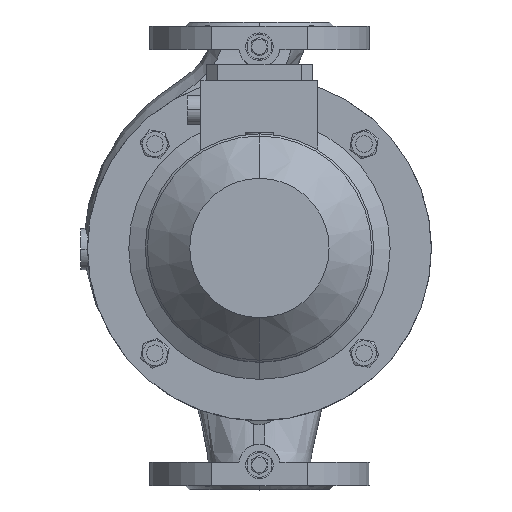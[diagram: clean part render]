
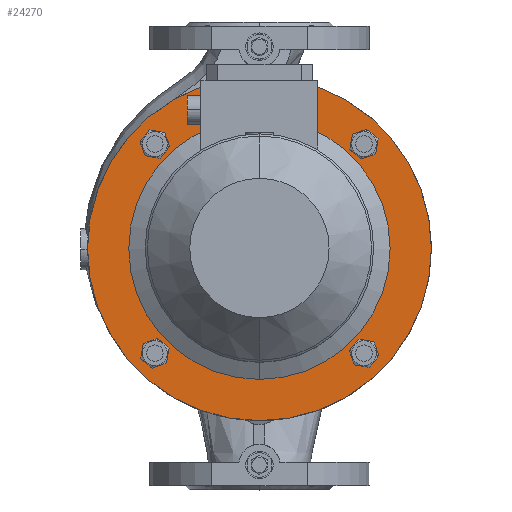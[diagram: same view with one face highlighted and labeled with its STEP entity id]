
A CAD part, top view. The second image highlights one B-rep face of the part: STEP entity #24270.
In plain terms, the highlighted planar face has unit normal (0, 0, 1).
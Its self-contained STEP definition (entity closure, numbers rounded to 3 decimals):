
#111 = AXIS2_PLACEMENT_3D ( 'NONE', #14208, #16846, #8571 ) ;
#983 = DIRECTION ( 'NONE',  ( 0., -1., 0. ) ) ;
#1555 = VERTEX_POINT ( 'NONE', #29049 ) ;
#2619 = CIRCLE ( 'NONE', #21608, 9.025 ) ;
#2687 = EDGE_CURVE ( 'NONE', #1555, #18338, #16901, .T. ) ;
#3149 = DIRECTION ( 'NONE',  ( 0., 0., 1. ) ) ;
#3438 = EDGE_LOOP ( 'NONE', ( #27543, #4132 ) ) ;
#3449 = AXIS2_PLACEMENT_3D ( 'NONE', #28454, #12831, #31259 ) ;
#3880 = EDGE_CURVE ( 'NONE', #18338, #1555, #13179, .T. ) ;
#4036 = VERTEX_POINT ( 'NONE', #6562 ) ;
#4132 = ORIENTED_EDGE ( 'NONE', *, *, #22784, .F. ) ;
#4375 = EDGE_CURVE ( 'NONE', #24209, #14986, #7809, .T. ) ;
#5110 = ORIENTED_EDGE ( 'NONE', *, *, #17598, .F. ) ;
#5299 = CARTESIAN_POINT ( 'NONE',  ( -76.014, 76.014, 173. ) ) ;
#5422 = AXIS2_PLACEMENT_3D ( 'NONE', #34064, #20923, #26064 ) ;
#5458 = DIRECTION ( 'NONE',  ( 0., 0., 1. ) ) ;
#5954 = CIRCLE ( 'NONE', #32020, 9.025 ) ;
#6206 = ORIENTED_EDGE ( 'NONE', *, *, #17429, .F. ) ;
#6562 = CARTESIAN_POINT ( 'NONE',  ( 0., -125., 173. ) ) ;
#6592 = CARTESIAN_POINT ( 'NONE',  ( 77.581, 84.902, 173. ) ) ;
#6711 = EDGE_LOOP ( 'NONE', ( #20837, #6206 ) ) ;
#6965 = FACE_BOUND ( 'NONE', #32908, .T. ) ;
#7377 = CARTESIAN_POINT ( 'NONE',  ( -77.581, -84.902, 173. ) ) ;
#7802 = DIRECTION ( 'NONE',  ( 0., 0., 1. ) ) ;
#7809 = CIRCLE ( 'NONE', #5422, 95. ) ;
#7832 = CARTESIAN_POINT ( 'NONE',  ( -76.014, 76.014, 173. ) ) ;
#8571 = DIRECTION ( 'NONE',  ( 0., -1., 0. ) ) ;
#8687 = EDGE_CURVE ( 'NONE', #27131, #17761, #5954, .T. ) ;
#8798 = CARTESIAN_POINT ( 'NONE',  ( 74.447, 67.126, 173. ) ) ;
#9444 = FACE_BOUND ( 'NONE', #6711, .T. ) ;
#10265 = FACE_OUTER_BOUND ( 'NONE', #22421, .T. ) ;
#10469 = DIRECTION ( 'NONE',  ( 0., -1., 0. ) ) ;
#10599 = DIRECTION ( 'NONE',  ( 0., -1., 0. ) ) ;
#10635 = DIRECTION ( 'NONE',  ( 0., -1., 0. ) ) ;
#11198 = CIRCLE ( 'NONE', #31741, 9.025 ) ;
#11398 = AXIS2_PLACEMENT_3D ( 'NONE', #5299, #29087, #10599 ) ;
#11504 = VERTEX_POINT ( 'NONE', #22150 ) ;
#12189 = EDGE_CURVE ( 'NONE', #11504, #33249, #29234, .T. ) ;
#12514 = CIRCLE ( 'NONE', #17189, 9.025 ) ;
#12831 = DIRECTION ( 'NONE',  ( 0., 0., 1. ) ) ;
#13162 = CARTESIAN_POINT ( 'NONE',  ( 76.014, 76.014, 173. ) ) ;
#13179 = CIRCLE ( 'NONE', #11398, 9.025 ) ;
#13398 = DIRECTION ( 'NONE',  ( 0., 1., 0. ) ) ;
#13428 = DIRECTION ( 'NONE',  ( 0., -1., 0. ) ) ;
#14070 = ORIENTED_EDGE ( 'NONE', *, *, #2687, .F. ) ;
#14208 = CARTESIAN_POINT ( 'NONE',  ( 76.014, -76.014, 173. ) ) ;
#14231 = AXIS2_PLACEMENT_3D ( 'NONE', #7832, #3149, #10469 ) ;
#14364 = CARTESIAN_POINT ( 'NONE',  ( 84.902, -77.581, 173. ) ) ;
#14489 = CARTESIAN_POINT ( 'NONE',  ( 0., 0., 173. ) ) ;
#14758 = EDGE_CURVE ( 'NONE', #17339, #4036, #23360, .T. ) ;
#14986 = VERTEX_POINT ( 'NONE', #22120 ) ;
#16158 = DIRECTION ( 'NONE',  ( 0., -1., 0. ) ) ;
#16550 = AXIS2_PLACEMENT_3D ( 'NONE', #14489, #32919, #17143 ) ;
#16846 = DIRECTION ( 'NONE',  ( 0., 0., 1. ) ) ;
#16901 = CIRCLE ( 'NONE', #14231, 9.025 ) ;
#17143 = DIRECTION ( 'NONE',  ( 0., 1., 0. ) ) ;
#17189 = AXIS2_PLACEMENT_3D ( 'NONE', #27423, #21789, #983 ) ;
#17339 = VERTEX_POINT ( 'NONE', #20215 ) ;
#17429 = EDGE_CURVE ( 'NONE', #23635, #25719, #18715, .T. ) ;
#17598 = EDGE_CURVE ( 'NONE', #4036, #17339, #25687, .T. ) ;
#17661 = AXIS2_PLACEMENT_3D ( 'NONE', #23871, #5458, #16158 ) ;
#17761 = VERTEX_POINT ( 'NONE', #8798 ) ;
#18338 = VERTEX_POINT ( 'NONE', #19472 ) ;
#18340 = DIRECTION ( 'NONE',  ( 0., 1., 0. ) ) ;
#18715 = CIRCLE ( 'NONE', #3449, 9.025 ) ;
#18918 = CARTESIAN_POINT ( 'NONE',  ( 76.014, -76.014, 173. ) ) ;
#19133 = ORIENTED_EDGE ( 'NONE', *, *, #3880, .F. ) ;
#19472 = CARTESIAN_POINT ( 'NONE',  ( -67.126, 74.447, 173. ) ) ;
#19955 = AXIS2_PLACEMENT_3D ( 'NONE', #26491, #29136, #13398 ) ;
#20020 = ORIENTED_EDGE ( 'NONE', *, *, #8687, .F. ) ;
#20215 = CARTESIAN_POINT ( 'NONE',  ( 0., 125., 173. ) ) ;
#20530 = EDGE_LOOP ( 'NONE', ( #20818, #20020 ) ) ;
#20818 = ORIENTED_EDGE ( 'NONE', *, *, #32559, .F. ) ;
#20837 = ORIENTED_EDGE ( 'NONE', *, *, #31668, .F. ) ;
#20923 = DIRECTION ( 'NONE',  ( 0., 0., -1. ) ) ;
#21138 = CARTESIAN_POINT ( 'NONE',  ( 76.014, 76.014, 173. ) ) ;
#21250 = PLANE ( 'NONE',  #17661 ) ;
#21318 = CARTESIAN_POINT ( 'NONE',  ( -74.447, -67.126, 173. ) ) ;
#21608 = AXIS2_PLACEMENT_3D ( 'NONE', #21138, #7802, #13428 ) ;
#21761 = AXIS2_PLACEMENT_3D ( 'NONE', #31453, #26014, #18340 ) ;
#21789 = DIRECTION ( 'NONE',  ( 0., 0., 1. ) ) ;
#22120 = CARTESIAN_POINT ( 'NONE',  ( 0., -95., 173. ) ) ;
#22150 = CARTESIAN_POINT ( 'NONE',  ( 67.126, -74.447, 173. ) ) ;
#22373 = ORIENTED_EDGE ( 'NONE', *, *, #14758, .F. ) ;
#22421 = EDGE_LOOP ( 'NONE', ( #22373, #5110 ) ) ;
#22784 = EDGE_CURVE ( 'NONE', #33249, #11504, #11198, .T. ) ;
#23360 = CIRCLE ( 'NONE', #21761, 125. ) ;
#23635 = VERTEX_POINT ( 'NONE', #7377 ) ;
#23846 = DIRECTION ( 'NONE',  ( 0., 0., 1. ) ) ;
#23871 = CARTESIAN_POINT ( 'NONE',  ( 0., 125., 173. ) ) ;
#23885 = EDGE_CURVE ( 'NONE', #14986, #24209, #28367, .T. ) ;
#24209 = VERTEX_POINT ( 'NONE', #26180 ) ;
#24270 = ADVANCED_FACE ( 'NONE', ( #6965, #25093, #9444, #26296, #32119, #10265 ), #21250, .T. ) ;
#25093 = FACE_BOUND ( 'NONE', #20530, .T. ) ;
#25506 = ORIENTED_EDGE ( 'NONE', *, *, #23885, .T. ) ;
#25687 = CIRCLE ( 'NONE', #19955, 125. ) ;
#25719 = VERTEX_POINT ( 'NONE', #21318 ) ;
#26014 = DIRECTION ( 'NONE',  ( 0., 0., -1. ) ) ;
#26064 = DIRECTION ( 'NONE',  ( 0., 1., 0. ) ) ;
#26080 = EDGE_LOOP ( 'NONE', ( #32382, #25506 ) ) ;
#26180 = CARTESIAN_POINT ( 'NONE',  ( 0., 95., 173. ) ) ;
#26296 = FACE_BOUND ( 'NONE', #3438, .T. ) ;
#26491 = CARTESIAN_POINT ( 'NONE',  ( 0., 0., 173. ) ) ;
#27131 = VERTEX_POINT ( 'NONE', #6592 ) ;
#27423 = CARTESIAN_POINT ( 'NONE',  ( -76.014, -76.014, 173. ) ) ;
#27543 = ORIENTED_EDGE ( 'NONE', *, *, #12189, .F. ) ;
#28367 = CIRCLE ( 'NONE', #16550, 95. ) ;
#28454 = CARTESIAN_POINT ( 'NONE',  ( -76.014, -76.014, 173. ) ) ;
#29049 = CARTESIAN_POINT ( 'NONE',  ( -84.902, 77.581, 173. ) ) ;
#29087 = DIRECTION ( 'NONE',  ( 0., 0., 1. ) ) ;
#29136 = DIRECTION ( 'NONE',  ( 0., 0., -1. ) ) ;
#29234 = CIRCLE ( 'NONE', #111, 9.025 ) ;
#29349 = DIRECTION ( 'NONE',  ( 0., -1., 0. ) ) ;
#31259 = DIRECTION ( 'NONE',  ( 0., -1., 0. ) ) ;
#31453 = CARTESIAN_POINT ( 'NONE',  ( 0., 0., 173. ) ) ;
#31668 = EDGE_CURVE ( 'NONE', #25719, #23635, #12514, .T. ) ;
#31701 = DIRECTION ( 'NONE',  ( 0., 0., 1. ) ) ;
#31741 = AXIS2_PLACEMENT_3D ( 'NONE', #18918, #31701, #29349 ) ;
#32020 = AXIS2_PLACEMENT_3D ( 'NONE', #13162, #23846, #10635 ) ;
#32119 = FACE_BOUND ( 'NONE', #26080, .T. ) ;
#32382 = ORIENTED_EDGE ( 'NONE', *, *, #4375, .T. ) ;
#32559 = EDGE_CURVE ( 'NONE', #17761, #27131, #2619, .T. ) ;
#32908 = EDGE_LOOP ( 'NONE', ( #19133, #14070 ) ) ;
#32919 = DIRECTION ( 'NONE',  ( 0., 0., -1. ) ) ;
#33249 = VERTEX_POINT ( 'NONE', #14364 ) ;
#34064 = CARTESIAN_POINT ( 'NONE',  ( 0., 0., 173. ) ) ;
